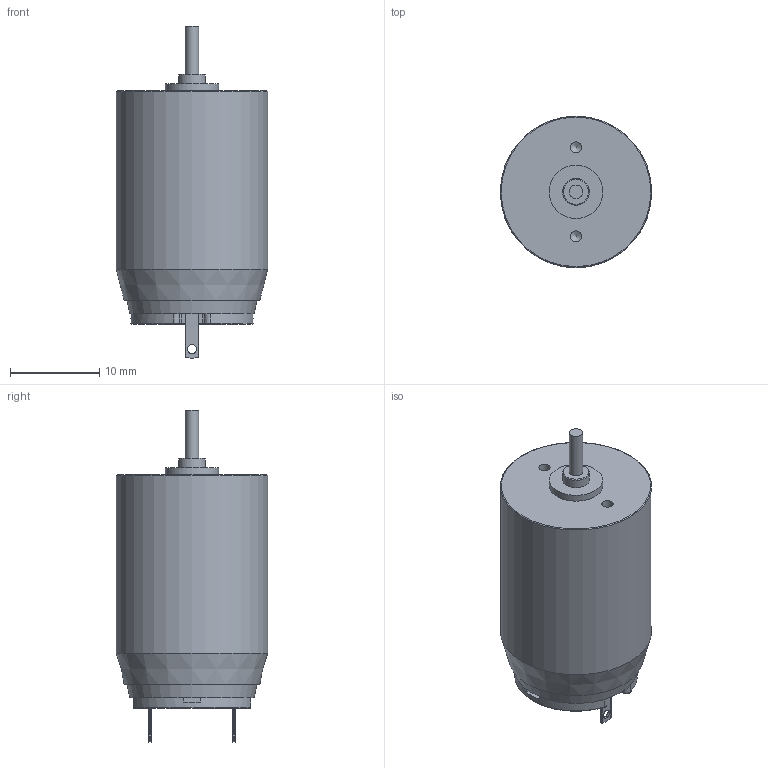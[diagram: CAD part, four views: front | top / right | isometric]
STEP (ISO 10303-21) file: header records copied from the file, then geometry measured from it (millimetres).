
FILE_DESCRIPTION (( 'STEP AP203' ), '1' );
FILE_NAME ('DCU17025.STEP', '2018-04-27T05:28:11', ( '' ), ( '' ), 'SwSTEP 2.0', 'SolidWorks 2012', '' );
FILE_SCHEMA (( 'CONFIG_CONTROL_DESIGN' ));
Length unit declared in the file: millimetre
Products named in the file (1): DCU17025
Bounding box: 17 x 17 x 37.29 mm (x, y, z)
Volume: 5693.9 mm3; surface area: 2203.7 mm2
Topology: 5 solids, 5 shells, 116 faces, 276 edges, 178 vertices
Faces by surface type: plane 54, cylinder 46, torus 12, cone 4
Full cylindrical faces by diameter (mm): 1 x2, 1.25 x2, 1.5 x1, 3 x1, 6 x1, 17 x1
Entity records: 3349 total; most frequent: DIRECTION 590, CARTESIAN_POINT 587, ORIENTED_EDGE 514, EDGE_CURVE 257, AXIS2_PLACEMENT_3D 224, VERTEX_POINT 173, VECTOR 142, EDGE_LOOP 142
